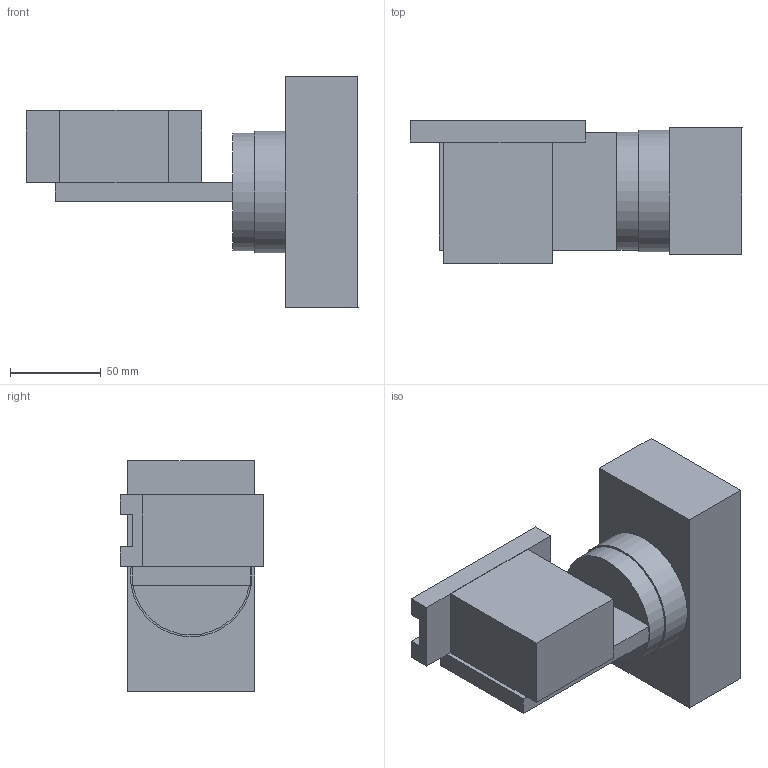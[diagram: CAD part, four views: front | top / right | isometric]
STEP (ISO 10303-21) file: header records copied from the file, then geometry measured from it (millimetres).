
FILE_DESCRIPTION(('FreeCAD Model'),'2;1');
FILE_NAME('旋转模型.step', '2020-07-23T13:47:17',('Author'),(''), 'Open CASCADE STEP processor 6.9','PQ 3D','Unknown');
FILE_SCHEMA(('AUTOMOTIVE_DESIGN { 1 0 10303 214 1 1 1 1 }'));
Length unit declared in the file: millimetre
Products named in the file (11): 翻转工具; J1; __5; NAUO199; NAUO191; __4; NAUO187; 翻转工具轮毂夹爪气缸; BASE
Assembly tree (10 placements, depth 4):
  翻转工具
    J1
      __5
        NAUO199
        NAUO191
      __4
        NAUO187
      翻转工具轮毂夹爪气缸
      翻转工具轮毂夹爪气缸
    BASE
      BASE
Bounding box: 183 x 79 x 127 mm (x, y, z)
Volume: 714254.8 mm3; surface area: 87839.5 mm2
Topology: 4 solids, 5 shells, 41 faces, 89 edges, 59 vertices
Faces by surface type: plane 35, cylinder 5, torus 1
Full cylindrical faces by diameter (mm): 9 x1, 65 x1, 67 x1
Entity records: 2996 total; most frequent: CARTESIAN_POINT 692, DIRECTION 361, LINE 225, VECTOR 225, ORIENTED_EDGE 178, PCURVE 178, DEFINITIONAL_REPRESENTATION 178, EDGE_CURVE 89
